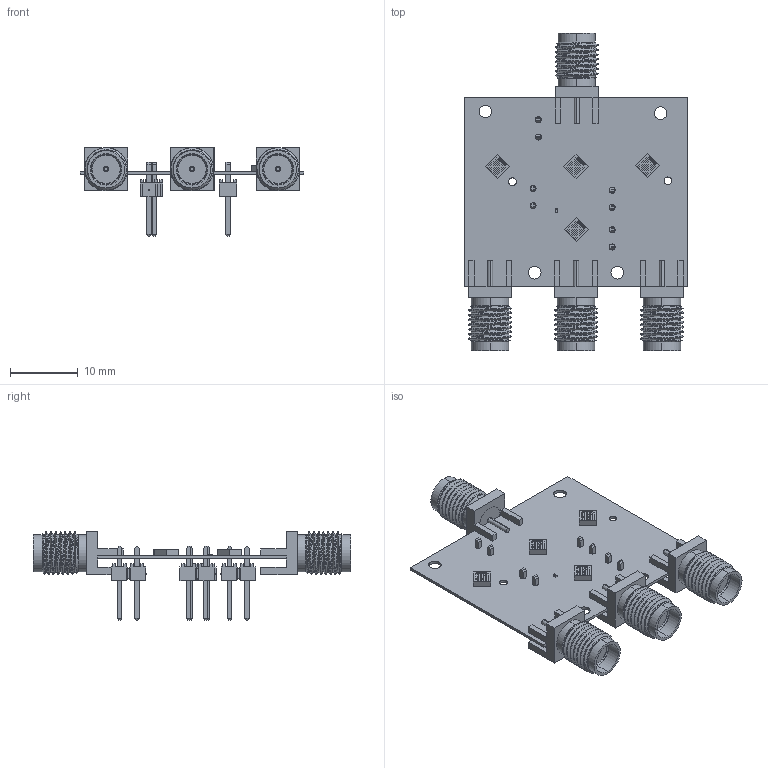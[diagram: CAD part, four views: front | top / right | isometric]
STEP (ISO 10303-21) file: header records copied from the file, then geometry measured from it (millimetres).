
FILE_DESCRIPTION(('Open CASCADE Model'),'2;1');
FILE_NAME('Open CASCADE Shape Model','2025-11-28T12:02:03',('Author'),( 'Open CASCADE'),'Open CASCADE STEP processor 7.5','Open CASCADE 7.5' ,'Unknown');
FILE_SCHEMA(('AUTOMOTIVE_DESIGN { 1 0 10303 214 1 1 1 1 }'));
Length unit declared in the file: millimetre
Products named in the file (27): PCB; Board; Open CASCADE STEP translator 7.5 1.1.1; J2; TSW-102-07-G-S; TSW-102-07-G-S_body; T-1S6-07-TSW-1-07-2-S; J10; J7; 7006491392; U4; MM5130_model; U3; U2; U1; R6; Res_Panasonic_Electronic_Components_ERJ-1GNF4872C_eec; 1; 2; 3; Panasonic Logo; J9; J6; J5; J3; 8002922688; J1
Assembly tree (34 placements, depth 4):
  PCB
    Board
      Open CASCADE STEP translator 7.5 1.1.1
    J2
      TSW-102-07-G-S
        TSW-102-07-G-S_body
        T-1S6-07-TSW-1-07-2-S
    J10
      TSW-102-07-G-S
        TSW-102-07-G-S_body
        T-1S6-07-TSW-1-07-2-S
    J7
      7006491392
    U4
      MM5130_model
    U3
      MM5130_model
    U2
      MM5130_model
    U1
      MM5130_model
    R6
      Res_Panasonic_Electronic_Components_ERJ-1GNF4872C_eec
        1
        2
        3
        Panasonic Logo
    J9
      TSW-102-07-G-S
        TSW-102-07-G-S_body
        T-1S6-07-TSW-1-07-2-S
    J6
      7006491392
    J5
      7006491392
    J3
      8002922688
    J1
      TSW-102-07-G-S
        TSW-102-07-G-S_body
        T-1S6-07-TSW-1-07-2-S
Bounding box: 33.02 x 46.92 x 13.07 mm (x, y, z)
Volume: 1531.6 mm3; surface area: 5123.6 mm2
Topology: 39 solids, 39 shells, 2162 faces, 5625 edges, 3536 vertices
Faces by surface type: plane 1505, bspline 343, cylinder 154, sphere 116, cone 44
Full cylindrical faces by diameter (mm): 0.888 x8, 1.144 x2, 1.854 x4
Entity records: 29273 total; most frequent: CARTESIAN_POINT 9376, ORIENTED_EDGE 4220, DIRECTION 3226, EDGE_CURVE 2110, LINE 1450, VECTOR 1450, VERTEX_POINT 1370, FACE_BOUND 925
